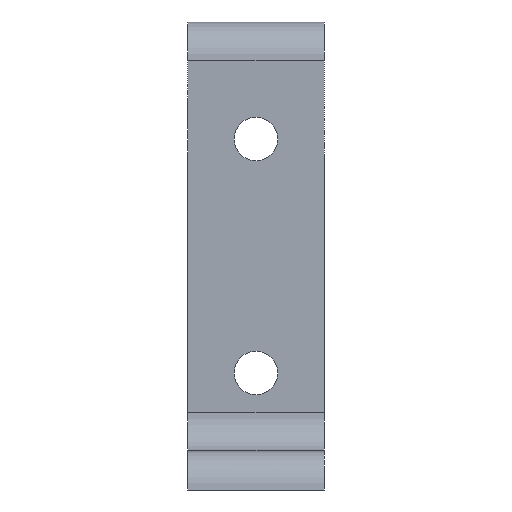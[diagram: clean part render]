
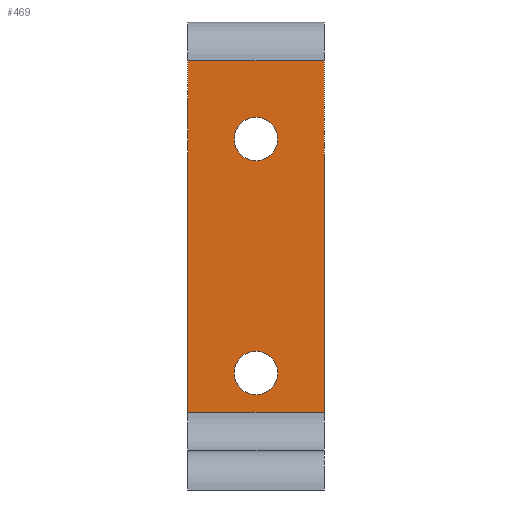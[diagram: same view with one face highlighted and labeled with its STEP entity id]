
A CAD part, front view. The second image highlights one B-rep face of the part: STEP entity #469.
In plain terms, the highlighted planar face has unit normal (0, -1, 0).
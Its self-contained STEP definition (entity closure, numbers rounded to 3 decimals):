
#132=CARTESIAN_POINT('',(0.14,-0.25,2.25));
#133=VERTEX_POINT('',#132);
#149=CARTESIAN_POINT('',(-0.141,-0.25,2.25));
#150=VERTEX_POINT('',#149);
#157=CARTESIAN_POINT('',(-0.001,-0.25,2.25));
#158=DIRECTION('',(0.0,1.0,0.0));
#159=DIRECTION('',(1.0,0.0,0.0));
#160=AXIS2_PLACEMENT_3D('',#157,#158,#159);
#161=CIRCLE('',#160,0.14);
#162=EDGE_CURVE('',#133,#150,#161,.T.);
#174=CARTESIAN_POINT('',(0.14,-0.25,0.75));
#175=VERTEX_POINT('',#174);
#191=CARTESIAN_POINT('',(-0.141,-0.25,0.75));
#192=VERTEX_POINT('',#191);
#199=CARTESIAN_POINT('',(-0.001,-0.25,0.75));
#200=DIRECTION('',(0.0,1.0,0.0));
#201=DIRECTION('',(1.0,0.0,0.0));
#202=AXIS2_PLACEMENT_3D('',#199,#200,#201);
#203=CIRCLE('',#202,0.14);
#204=EDGE_CURVE('',#175,#192,#203,.T.);
#347=CARTESIAN_POINT('',(-0.001,-0.25,0.75));
#348=DIRECTION('',(0.0,1.0,0.0));
#349=DIRECTION('',(1.0,0.0,0.0));
#350=AXIS2_PLACEMENT_3D('',#347,#348,#349);
#351=CIRCLE('',#350,0.14);
#352=EDGE_CURVE('',#192,#175,#351,.T.);
#371=CARTESIAN_POINT('',(-0.001,-0.25,2.25));
#372=DIRECTION('',(0.0,1.0,0.0));
#373=DIRECTION('',(1.0,0.0,0.0));
#374=AXIS2_PLACEMENT_3D('',#371,#372,#373);
#375=CIRCLE('',#374,0.14);
#376=EDGE_CURVE('',#150,#133,#375,.T.);
#396=CARTESIAN_POINT('',(-0.438,-0.25,2.75));
#397=VERTEX_POINT('',#396);
#405=CARTESIAN_POINT('',(0.438,-0.25,2.75));
#406=VERTEX_POINT('',#405);
#407=CARTESIAN_POINT('',(0.438,-0.25,2.75));
#408=DIRECTION('',(-1.0,0.0,0.0));
#409=VECTOR('',#408,0.875);
#410=LINE('',#407,#409);
#411=EDGE_CURVE('',#406,#397,#410,.T.);
#431=CARTESIAN_POINT('',(0.438,-0.25,2.75));
#432=DIRECTION('',(0.0,-1.0,0.0));
#433=DIRECTION('',(0.0,0.0,-1.0));
#434=AXIS2_PLACEMENT_3D('',#431,#432,#433);
#435=PLANE('',#434);
#436=CARTESIAN_POINT('',(-0.438,-0.25,0.5));
#437=VERTEX_POINT('',#436);
#438=CARTESIAN_POINT('',(-0.438,-0.25,2.75));
#439=DIRECTION('',(0.0,0.0,-1.0));
#440=VECTOR('',#439,2.25);
#441=LINE('',#438,#440);
#442=EDGE_CURVE('',#397,#437,#441,.T.);
#443=ORIENTED_EDGE('',*,*,#442,.T.);
#444=CARTESIAN_POINT('',(0.438,-0.25,0.5));
#445=VERTEX_POINT('',#444);
#446=CARTESIAN_POINT('',(0.438,-0.25,0.5));
#447=DIRECTION('',(-1.0,0.0,0.0));
#448=VECTOR('',#447,0.875);
#449=LINE('',#446,#448);
#450=EDGE_CURVE('',#445,#437,#449,.T.);
#451=ORIENTED_EDGE('',*,*,#450,.F.);
#452=CARTESIAN_POINT('',(0.438,-0.25,2.75));
#453=DIRECTION('',(0.0,0.0,-1.0));
#454=VECTOR('',#453,2.25);
#455=LINE('',#452,#454);
#456=EDGE_CURVE('',#406,#445,#455,.T.);
#457=ORIENTED_EDGE('',*,*,#456,.F.);
#458=ORIENTED_EDGE('',*,*,#411,.T.);
#459=EDGE_LOOP('',(#443,#451,#457,#458));
#460=FACE_OUTER_BOUND('',#459,.T.);
#461=ORIENTED_EDGE('',*,*,#204,.T.);
#462=ORIENTED_EDGE('',*,*,#352,.T.);
#463=EDGE_LOOP('',(#461,#462));
#464=FACE_BOUND('',#463,.T.);
#465=ORIENTED_EDGE('',*,*,#162,.T.);
#466=ORIENTED_EDGE('',*,*,#376,.T.);
#467=EDGE_LOOP('',(#465,#466));
#468=FACE_BOUND('',#467,.T.);
#469=ADVANCED_FACE('',(#460,#464,#468),#435,.T.);
